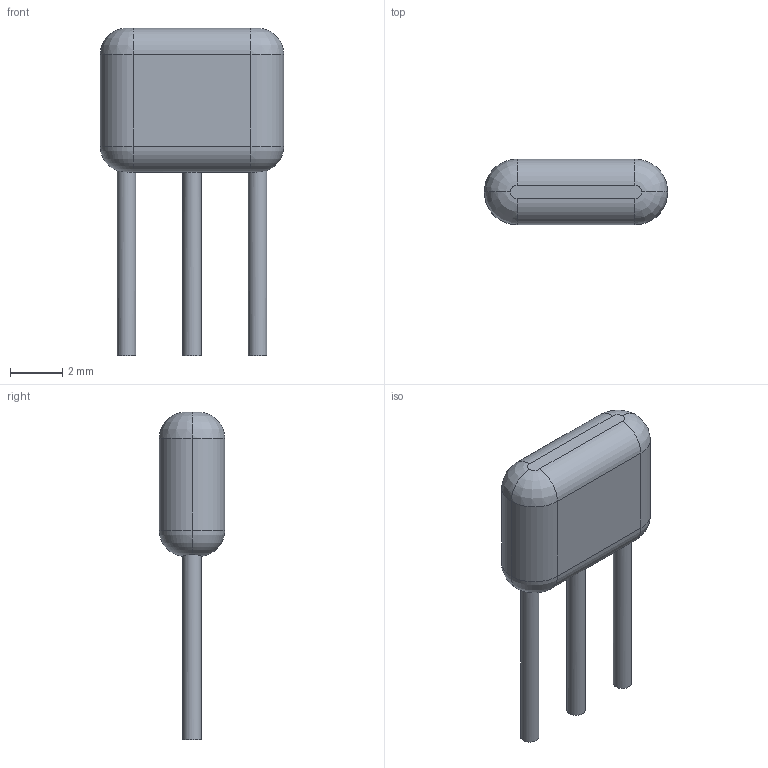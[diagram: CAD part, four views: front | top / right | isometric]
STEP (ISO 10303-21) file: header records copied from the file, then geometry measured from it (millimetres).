
FILE_DESCRIPTION(('FreeCAD Model'),'2;1');
FILE_NAME('Resonator-3pin_w7.0mm_h2.5mm.step','2017-11-26T15:39:19',('kicad StepUp' ),('ksu MCAD'),'Open CASCADE STEP processor 6.8','FreeCAD','Unknown' );
FILE_SCHEMA(('AUTOMOTIVE_DESIGN_CC2 { 1 2 10303 214 -1 1 5 4 }'));
Length unit declared in the file: millimetre
Products named in the file (1): Resonator-3pin_w7.0mm_h2.5mm
Bounding box: 7 x 2.5 x 12.5 mm (x, y, z)
Volume: 90.3 mm3; surface area: 155.9 mm2
Topology: 1 solids, 1 shells, 27 faces, 64 edges, 39 vertices
Faces by surface type: cylinder 11, plane 8, revolution 8
Full cylindrical faces by diameter (mm): 0.7 x3
Entity records: 1243 total; most frequent: CARTESIAN_POINT 733, ORIENTED_EDGE 89, EDGE_CURVE 64, AXIS2_PLACEMENT_3D 50, VERTEX_POINT 39, CIRCLE 34, DIRECTION 31, ADVANCED_FACE 27
